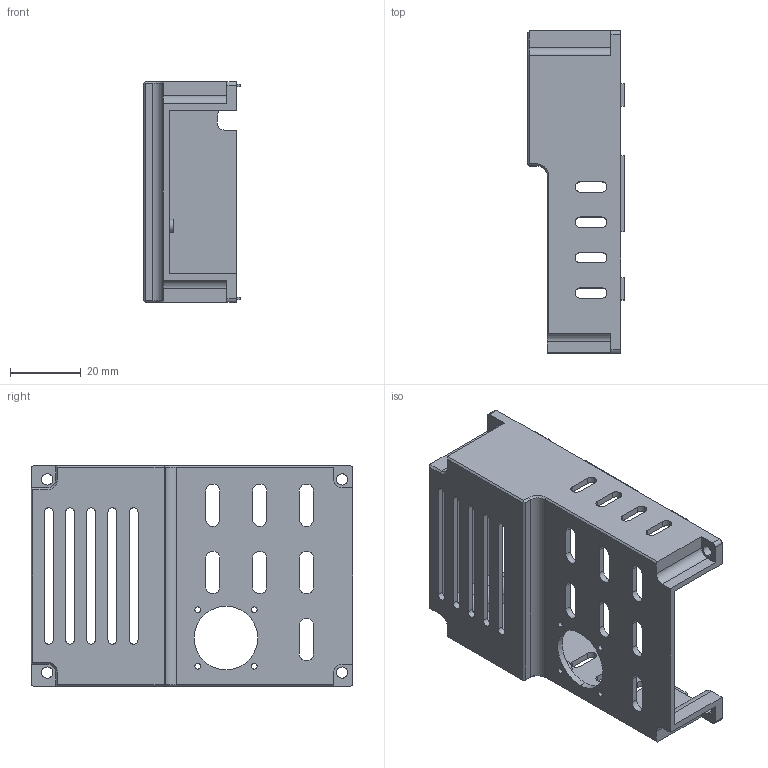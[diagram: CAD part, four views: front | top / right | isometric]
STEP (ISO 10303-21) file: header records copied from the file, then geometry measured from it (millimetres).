
FILE_DESCRIPTION (( 'STEP AP203' ), '1' );
FILE_NAME ('Druckkopfabdeckung hinten.STEP', '2024-02-20T14:03:53', ( '' ), ( '' ), 'SwSTEP 2.0', 'SolidWorks 2021', '' );
FILE_SCHEMA (( 'CONFIG_CONTROL_DESIGN' ));
Length unit declared in the file: millimetre
Products named in the file (1): Druckkopfabdeckung hinten
Bounding box: 27.3 x 91 x 62.4 mm (x, y, z)
Volume: 18390 mm3; surface area: 22479.5 mm2
Topology: 1 solids, 1 shells, 244 faces, 670 edges, 438 vertices
Faces by surface type: plane 134, cylinder 102, cone 8
Entity records: 7951 total; most frequent: DIRECTION 1372, CARTESIAN_POINT 1353, ORIENTED_EDGE 1340, EDGE_CURVE 670, LINE 458, VECTOR 458, AXIS2_PLACEMENT_3D 457, VERTEX_POINT 438
